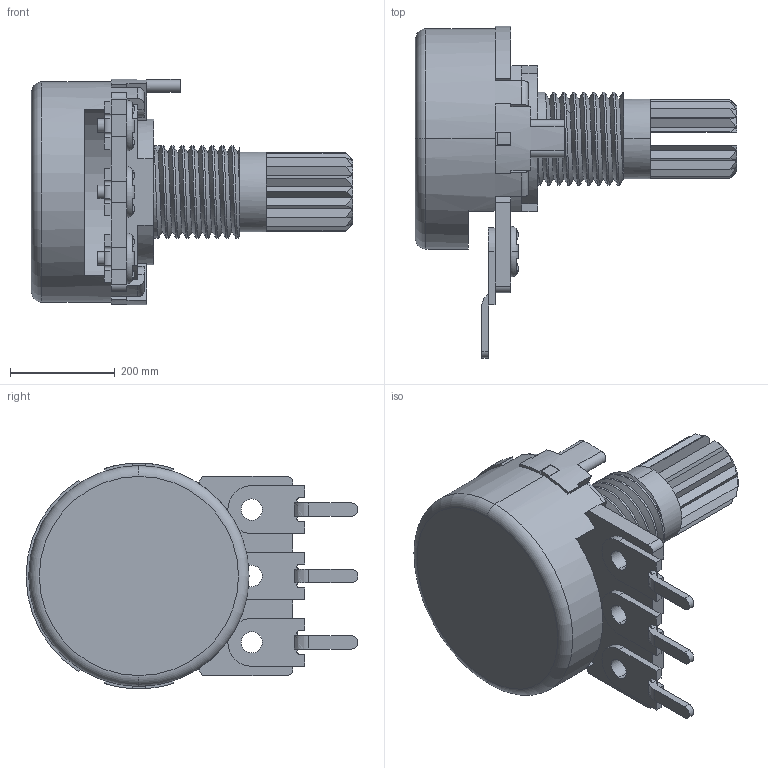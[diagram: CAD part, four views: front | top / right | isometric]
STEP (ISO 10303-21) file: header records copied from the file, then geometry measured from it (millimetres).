
FILE_DESCRIPTION((''),'2;1');
FILE_NAME('PDB181-K415K-103B','2012-06-18T',('Administrator'),(''),'PRO/ENGINEER BY PARAMETRIC TECHNOLOGY CORPORATION, 2001280','PRO/ENGINEER BY PARAMETRIC TECHNOLOGY CORPORATION, 2001280','');
FILE_SCHEMA(('CONFIG_CONTROL_DESIGN'));
Length unit declared in the file: inch
Products named in the file (1): PDB181-K415K-103B
Bounding box: 614.68 x 635 x 431.76 mm (x, y, z)
Volume: 20911076.9 mm3; surface area: 1519723 mm2
Topology: 1 solids, 4 shells, 348 faces, 873 edges, 545 vertices
Faces by surface type: plane 230, cylinder 68, torus 20, cone 18, extrusion 6, bspline 6
Entity records: 12352 total; most frequent: CARTESIAN_POINT 4044, ORIENTED_EDGE 1746, DIRECTION 1683, EDGE_CURVE 873, AXIS2_PLACEMENT_3D 595, VERTEX_POINT 545, VECTOR 493, LINE 487
